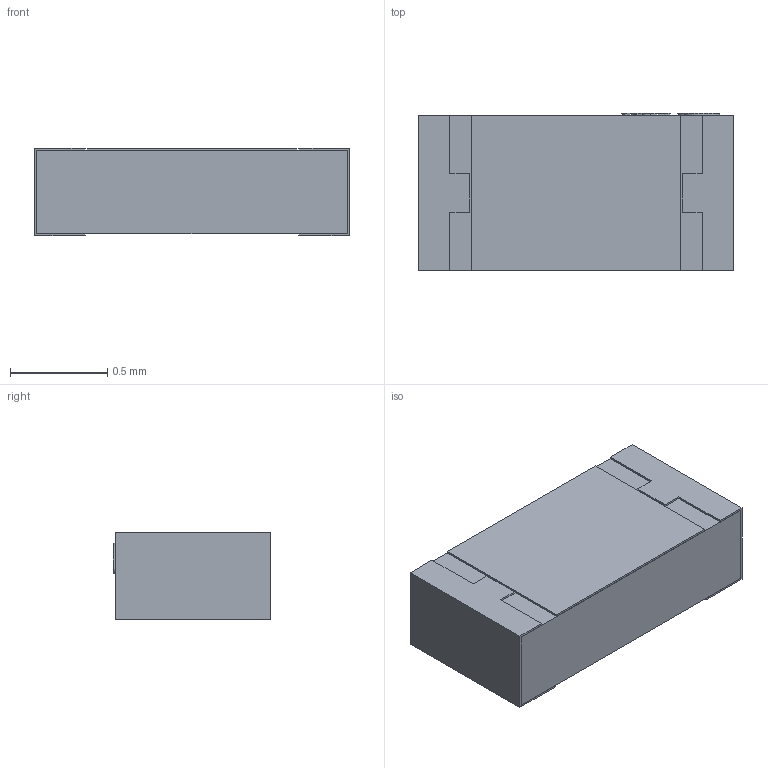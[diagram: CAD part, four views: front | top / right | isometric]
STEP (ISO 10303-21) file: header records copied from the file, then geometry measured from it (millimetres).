
FILE_DESCRIPTION (( 'STEP AP214' ), '1' );
FILE_NAME ('R0603.STEP', '2023-10-14T10:46:30', ( '' ), ( '' ), 'SwSTEP 2.0', 'SolidWorks 2019', '' );
FILE_SCHEMA (( 'AUTOMOTIVE_DESIGN' ));
Length unit declared in the file: millimetre
Products named in the file (4): R1.step; R0603; COMPOUND-1.step; R0603.step
Assembly tree (3 placements, depth 4):
  R0603
    R1.step
      R0603.step
        COMPOUND-1.step
Bounding box: 1.62 x 0.81 x 0.45 mm (x, y, z)
Volume: 0.6 mm3; surface area: 9.3 mm2
Topology: 4 solids, 4 shells, 264 faces, 711 edges, 474 vertices
Faces by surface type: plane 166, bspline 98
Entity records: 8984 total; most frequent: CARTESIAN_POINT 2763, ORIENTED_EDGE 1422, DIRECTION 859, EDGE_CURVE 711, LINE 511, VECTOR 511, VERTEX_POINT 474, EDGE_LOOP 283
